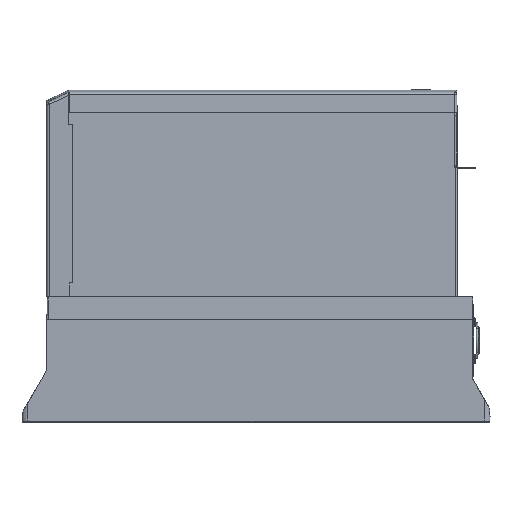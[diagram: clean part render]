
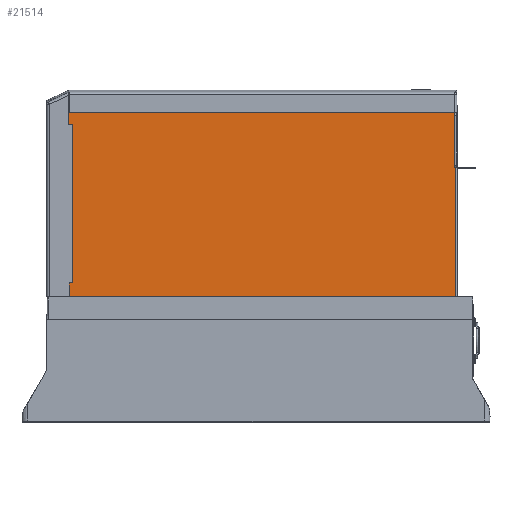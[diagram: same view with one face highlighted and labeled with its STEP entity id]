
A CAD part, left-side view. The second image highlights one B-rep face of the part: STEP entity #21514.
In plain terms, the highlighted planar face has unit normal (-1, 0, 0).
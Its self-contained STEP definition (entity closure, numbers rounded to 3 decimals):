
#106 = VERTEX_POINT ( 'NONE', #25062 ) ;
#791 = DIRECTION ( 'NONE',  ( 0., -1., 0. ) ) ;
#1056 = VECTOR ( 'NONE', #28177, 1000. ) ;
#1294 = VECTOR ( 'NONE', #23295, 1000. ) ;
#1686 = LINE ( 'NONE', #17518, #20349 ) ;
#1710 = CARTESIAN_POINT ( 'NONE',  ( -24.5, -36.202, 258.34 ) ) ;
#2575 = VECTOR ( 'NONE', #33057, 1000. ) ;
#3771 = EDGE_CURVE ( 'NONE', #106, #6431, #1686, .T. ) ;
#3876 = EDGE_CURVE ( 'NONE', #27895, #24834, #9503, .T. ) ;
#3878 = LINE ( 'NONE', #33802, #33074 ) ;
#3932 = CARTESIAN_POINT ( 'NONE',  ( -24.5, -32.702, 268.5 ) ) ;
#4013 = ORIENTED_EDGE ( 'NONE', *, *, #3876, .T. ) ;
#4455 = DIRECTION ( 'NONE',  ( 0., 1., 0. ) ) ;
#6043 = EDGE_CURVE ( 'NONE', #23845, #19155, #30954, .T. ) ;
#6243 = VECTOR ( 'NONE', #791, 1000. ) ;
#6431 = VERTEX_POINT ( 'NONE', #3932 ) ;
#8008 = VERTEX_POINT ( 'NONE', #33873 ) ;
#8087 = DIRECTION ( 'NONE',  ( 0., 0., -1. ) ) ;
#8386 = ORIENTED_EDGE ( 'NONE', *, *, #29207, .T. ) ;
#8575 = VECTOR ( 'NONE', #10887, 1000. ) ;
#8816 = VECTOR ( 'NONE', #12280, 1000. ) ;
#9126 = FACE_OUTER_BOUND ( 'NONE', #23858, .T. ) ;
#9238 = LINE ( 'NONE', #10260, #8575 ) ;
#9503 = LINE ( 'NONE', #10601, #8816 ) ;
#10260 = CARTESIAN_POINT ( 'NONE',  ( -24.5, -368.45, 108.5 ) ) ;
#10601 = CARTESIAN_POINT ( 'NONE',  ( -24.5, -368.95, 108.5 ) ) ;
#10887 = DIRECTION ( 'NONE',  ( 0., 0., 1. ) ) ;
#11666 = CARTESIAN_POINT ( 'NONE',  ( -24.5, -32.702, 258.34 ) ) ;
#11688 = VECTOR ( 'NONE', #32739, 1000. ) ;
#11935 = CARTESIAN_POINT ( 'NONE',  ( -24.5, -32.702, 108.5 ) ) ;
#12280 = DIRECTION ( 'NONE',  ( 0., 0., 1. ) ) ;
#12499 = ORIENTED_EDGE ( 'NONE', *, *, #21365, .T. ) ;
#12599 = CARTESIAN_POINT ( 'NONE',  ( -24.5, -368.95, 221. ) ) ;
#12626 = VECTOR ( 'NONE', #8087, 1000. ) ;
#13510 = ORIENTED_EDGE ( 'NONE', *, *, #3771, .T. ) ;
#14476 = EDGE_CURVE ( 'NONE', #19155, #8008, #22615, .T. ) ;
#14839 = CARTESIAN_POINT ( 'NONE',  ( -24.5, -33.502, 120.65 ) ) ;
#15094 = ORIENTED_EDGE ( 'NONE', *, *, #24152, .T. ) ;
#15323 = ORIENTED_EDGE ( 'NONE', *, *, #21189, .T. ) ;
#15827 = ORIENTED_EDGE ( 'NONE', *, *, #18145, .T. ) ;
#15866 = CARTESIAN_POINT ( 'NONE',  ( -24.5, -36.202, 108.5 ) ) ;
#15973 = LINE ( 'NONE', #11935, #11688 ) ;
#17518 = CARTESIAN_POINT ( 'NONE',  ( -24.5, -55.7, 268.5 ) ) ;
#18145 = EDGE_CURVE ( 'NONE', #8008, #32880, #3878, .T. ) ;
#19155 = VERTEX_POINT ( 'NONE', #1710 ) ;
#20349 = VECTOR ( 'NONE', #30814, 1000. ) ;
#20695 = DIRECTION ( 'NONE',  ( 0., -1., 0. ) ) ;
#20793 = DIRECTION ( 'NONE',  ( -1., 0., 0. ) ) ;
#20833 = CARTESIAN_POINT ( 'NONE',  ( -24.5, -368.95, 108.5 ) ) ;
#20898 = CARTESIAN_POINT ( 'NONE',  ( -24.5, -55.7, 108.5 ) ) ;
#20937 = PLANE ( 'NONE',  #30022 ) ;
#21189 = EDGE_CURVE ( 'NONE', #24834, #33947, #33118, .T. ) ;
#21365 = EDGE_CURVE ( 'NONE', #32880, #22895, #28544, .T. ) ;
#21443 = CARTESIAN_POINT ( 'NONE',  ( -24.5, -368.45, 221. ) ) ;
#21466 = EDGE_CURVE ( 'NONE', #22895, #27895, #23394, .T. ) ;
#21514 = ADVANCED_FACE ( 'NONE', ( #9126 ), #20937, .T. ) ;
#22300 = ORIENTED_EDGE ( 'NONE', *, *, #6043, .T. ) ;
#22615 = LINE ( 'NONE', #15866, #12626 ) ;
#22895 = VERTEX_POINT ( 'NONE', #24652 ) ;
#23295 = DIRECTION ( 'NONE',  ( 0., -1., 0. ) ) ;
#23324 = CARTESIAN_POINT ( 'NONE',  ( -24.5, -55.7, 108.5 ) ) ;
#23394 = LINE ( 'NONE', #23324, #1294 ) ;
#23845 = VERTEX_POINT ( 'NONE', #11666 ) ;
#23858 = EDGE_LOOP ( 'NONE', ( #15323, #15094, #13510, #8386, #22300, #32710, #15827, #12499, #30399, #4013 ) ) ;
#24152 = EDGE_CURVE ( 'NONE', #33947, #106, #9238, .T. ) ;
#24652 = CARTESIAN_POINT ( 'NONE',  ( -24.5, -33.502, 108.5 ) ) ;
#24834 = VERTEX_POINT ( 'NONE', #12599 ) ;
#25062 = CARTESIAN_POINT ( 'NONE',  ( -24.5, -368.45, 268.5 ) ) ;
#27895 = VERTEX_POINT ( 'NONE', #20833 ) ;
#28177 = DIRECTION ( 'NONE',  ( 0., 0., -1. ) ) ;
#28213 = CARTESIAN_POINT ( 'NONE',  ( -24.5, -33.502, 108.5 ) ) ;
#28544 = LINE ( 'NONE', #28213, #1056 ) ;
#29207 = EDGE_CURVE ( 'NONE', #6431, #23845, #15973, .T. ) ;
#29494 = CARTESIAN_POINT ( 'NONE',  ( -24.5, -55.7, 258.34 ) ) ;
#30022 = AXIS2_PLACEMENT_3D ( 'NONE', #20898, #20793, #20695 ) ;
#30399 = ORIENTED_EDGE ( 'NONE', *, *, #21466, .T. ) ;
#30814 = DIRECTION ( 'NONE',  ( 0., 1., 0. ) ) ;
#30954 = LINE ( 'NONE', #29494, #6243 ) ;
#32710 = ORIENTED_EDGE ( 'NONE', *, *, #14476, .T. ) ;
#32739 = DIRECTION ( 'NONE',  ( 0., 0., -1. ) ) ;
#32880 = VERTEX_POINT ( 'NONE', #14839 ) ;
#33057 = DIRECTION ( 'NONE',  ( 0., 1., 0. ) ) ;
#33074 = VECTOR ( 'NONE', #4455, 1000. ) ;
#33093 = CARTESIAN_POINT ( 'NONE',  ( -24.5, -368.95, 221. ) ) ;
#33118 = LINE ( 'NONE', #33093, #2575 ) ;
#33802 = CARTESIAN_POINT ( 'NONE',  ( -24.5, -55.7, 120.65 ) ) ;
#33873 = CARTESIAN_POINT ( 'NONE',  ( -24.5, -36.202, 120.65 ) ) ;
#33947 = VERTEX_POINT ( 'NONE', #21443 ) ;
